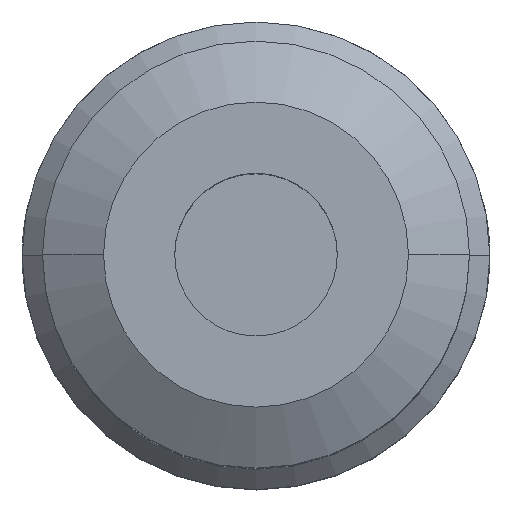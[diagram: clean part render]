
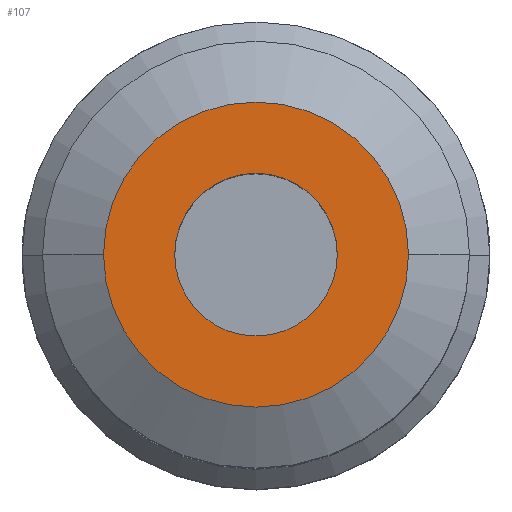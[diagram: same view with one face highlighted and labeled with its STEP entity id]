
A CAD part, top view. The second image highlights one B-rep face of the part: STEP entity #107.
In plain terms, the highlighted planar face has unit normal (0, 0, 1).
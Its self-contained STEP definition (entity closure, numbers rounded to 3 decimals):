
#15 = AXIS2_PLACEMENT_3D ( 'NONE', #1365, #387, #1776 ) ;
#30 = AXIS2_PLACEMENT_3D ( 'NONE', #1605, #324, #612 ) ;
#53 = CIRCLE ( 'NONE', #1269, 8. ) ;
#107 = ADVANCED_FACE ( 'NONE', ( #498, #1570 ), #383, .T. ) ;
#112 = CARTESIAN_POINT ( 'NONE',  ( 0., 0., 90. ) ) ;
#133 = CIRCLE ( 'NONE', #777, 15. ) ;
#198 = CIRCLE ( 'NONE', #984, 15. ) ;
#227 = ORIENTED_EDGE ( 'NONE', *, *, #1708, .F. ) ;
#238 = CARTESIAN_POINT ( 'NONE',  ( 15., 0., 90. ) ) ;
#260 = DIRECTION ( 'NONE',  ( -1., 0., 0. ) ) ;
#271 = VERTEX_POINT ( 'NONE', #238 ) ;
#324 = DIRECTION ( 'NONE',  ( 0., 0., -1. ) ) ;
#374 = DIRECTION ( 'NONE',  ( 0., 0., -1. ) ) ;
#383 = PLANE ( 'NONE',  #15 ) ;
#387 = DIRECTION ( 'NONE',  ( 0., 0., 1. ) ) ;
#498 = FACE_BOUND ( 'NONE', #852, .T. ) ;
#548 = EDGE_CURVE ( 'NONE', #594, #1793, #1578, .T. ) ;
#553 = CARTESIAN_POINT ( 'NONE',  ( 8., 0., 90. ) ) ;
#594 = VERTEX_POINT ( 'NONE', #1467 ) ;
#612 = DIRECTION ( 'NONE',  ( -1., 0., 0. ) ) ;
#777 = AXIS2_PLACEMENT_3D ( 'NONE', #1209, #374, #1354 ) ;
#779 = EDGE_CURVE ( 'NONE', #1115, #271, #198, .T. ) ;
#834 = CARTESIAN_POINT ( 'NONE',  ( 0., 0., 90. ) ) ;
#842 = DIRECTION ( 'NONE',  ( 0., 0., -1. ) ) ;
#852 = EDGE_LOOP ( 'NONE', ( #1148, #1052 ) ) ;
#984 = AXIS2_PLACEMENT_3D ( 'NONE', #834, #842, #1103 ) ;
#1052 = ORIENTED_EDGE ( 'NONE', *, *, #1505, .T. ) ;
#1084 = CARTESIAN_POINT ( 'NONE',  ( -15., 0., 90. ) ) ;
#1102 = DIRECTION ( 'NONE',  ( 0., 0., -1. ) ) ;
#1103 = DIRECTION ( 'NONE',  ( -1., 0., 0. ) ) ;
#1115 = VERTEX_POINT ( 'NONE', #1084 ) ;
#1148 = ORIENTED_EDGE ( 'NONE', *, *, #548, .T. ) ;
#1209 = CARTESIAN_POINT ( 'NONE',  ( 0., 0., 90. ) ) ;
#1269 = AXIS2_PLACEMENT_3D ( 'NONE', #112, #1102, #260 ) ;
#1354 = DIRECTION ( 'NONE',  ( -1., 0., 0. ) ) ;
#1365 = CARTESIAN_POINT ( 'NONE',  ( 0., 15., 90. ) ) ;
#1382 = EDGE_LOOP ( 'NONE', ( #1779, #227 ) ) ;
#1467 = CARTESIAN_POINT ( 'NONE',  ( -8., 0., 90. ) ) ;
#1505 = EDGE_CURVE ( 'NONE', #1793, #594, #53, .T. ) ;
#1570 = FACE_OUTER_BOUND ( 'NONE', #1382, .T. ) ;
#1578 = CIRCLE ( 'NONE', #30, 8. ) ;
#1605 = CARTESIAN_POINT ( 'NONE',  ( 0., 0., 90. ) ) ;
#1708 = EDGE_CURVE ( 'NONE', #271, #1115, #133, .T. ) ;
#1776 = DIRECTION ( 'NONE',  ( 1., 0., 0. ) ) ;
#1779 = ORIENTED_EDGE ( 'NONE', *, *, #779, .F. ) ;
#1793 = VERTEX_POINT ( 'NONE', #553 ) ;
